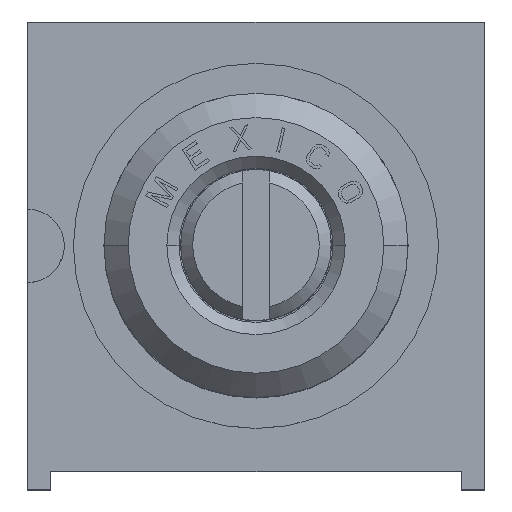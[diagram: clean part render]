
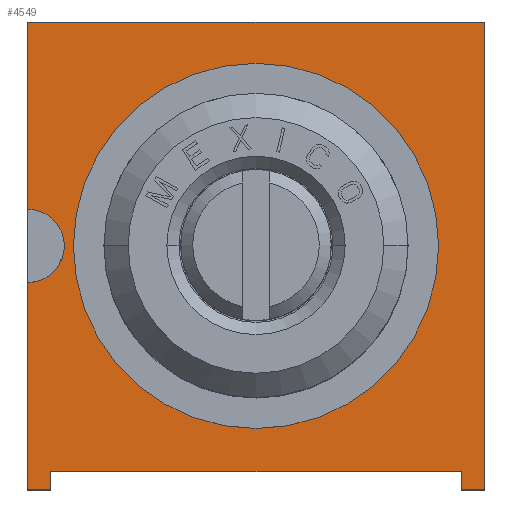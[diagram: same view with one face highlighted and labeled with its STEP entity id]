
A CAD part, top view. The second image highlights one B-rep face of the part: STEP entity #4549.
In plain terms, the highlighted free-form (B-spline) face has degree [1, 1] with [2, 2] control points.
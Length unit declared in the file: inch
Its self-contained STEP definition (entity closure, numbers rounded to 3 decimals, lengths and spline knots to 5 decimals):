
#63=CARTESIAN_POINT('',(0.,0.,-0.008));
#64=DIRECTION('',(0.,0.,-1.));
#65=DIRECTION('',(1.,0.,0.));
#66=AXIS2_PLACEMENT_3D('',#63,#64,#65);
#71=CARTESIAN_POINT('',(0.,0.,-0.008));
#72=DIRECTION('',(0.,0.,-1.));
#73=DIRECTION('',(-1.,0.,0.));
#74=AXIS2_PLACEMENT_3D('',#71,#72,#73);
#79=CARTESIAN_POINT('',(-0.1875,0.,-0.008));
#80=DIRECTION('',(0.,0.,-1.));
#81=DIRECTION('',(0.,1.,0.));
#82=AXIS2_PLACEMENT_3D('',#79,#80,#81);
#94=DIRECTION('',(0.,1.,0.));
#95=VECTOR('',#94,0.154);
#96=CARTESIAN_POINT('',(-0.1875,0.03,-0.008));
#97=LINE('',#96,#95);
#108=DIRECTION('',(0.,1.,0.));
#109=VECTOR('',#108,0.17);
#110=CARTESIAN_POINT('',(-0.1875,-0.2,-0.008));
#111=LINE('',#110,#109);
#158=DIRECTION('',(-1.,0.,0.));
#159=VECTOR('',#158,0.019);
#160=CARTESIAN_POINT('',(0.1875,-0.2,-0.008));
#161=LINE('',#160,#159);
#172=DIRECTION('',(-1.,0.,0.));
#173=VECTOR('',#172,0.019);
#174=CARTESIAN_POINT('',(-0.1685,-0.2,-0.008));
#175=LINE('',#174,#173);
#193=DIRECTION('',(0.,1.,0.));
#194=VECTOR('',#193,0.015);
#195=CARTESIAN_POINT('',(0.1685,-0.2,-0.008));
#196=LINE('',#195,#194);
#319=DIRECTION('',(1.,0.,0.));
#320=VECTOR('',#319,0.375);
#321=CARTESIAN_POINT('',(-0.1875,0.184,-0.008));
#322=LINE('',#321,#320);
#686=DIRECTION('',(-1.,0.,0.));
#687=VECTOR('',#686,0.337);
#688=CARTESIAN_POINT('',(0.1685,-0.185,-0.008));
#689=LINE('',#688,#687);
#714=DIRECTION('',(0.,-1.,0.));
#715=VECTOR('',#714,0.015);
#716=CARTESIAN_POINT('',(-0.1685,-0.185,-0.008));
#717=LINE('',#716,#715);
#742=DIRECTION('',(0.,-1.,0.));
#743=VECTOR('',#742,0.384);
#744=CARTESIAN_POINT('',(0.1875,0.184,-0.008));
#745=LINE('',#744,#743);
#3732=CARTESIAN_POINT('',(0.15,0.,-0.008));
#3733=CARTESIAN_POINT('',(-0.15,0.,-0.008));
#3734=VERTEX_POINT('',#3732);
#3735=VERTEX_POINT('',#3733);
#3740=CARTESIAN_POINT('',(-0.1875,0.184,-0.008));
#3741=CARTESIAN_POINT('',(0.1875,0.184,-0.008));
#3742=VERTEX_POINT('',#3740);
#3743=VERTEX_POINT('',#3741);
#3744=CARTESIAN_POINT('',(0.1875,-0.2,-0.008));
#3745=VERTEX_POINT('',#3744);
#3746=CARTESIAN_POINT('',(0.1685,-0.2,-0.008));
#3747=VERTEX_POINT('',#3746);
#3748=CARTESIAN_POINT('',(-0.1685,-0.2,-0.008));
#3749=CARTESIAN_POINT('',(-0.1875,-0.2,-0.008));
#3750=VERTEX_POINT('',#3748);
#3751=VERTEX_POINT('',#3749);
#3752=CARTESIAN_POINT('',(0.1685,-0.185,-0.008));
#3753=VERTEX_POINT('',#3752);
#3754=CARTESIAN_POINT('',(-0.1685,-0.185,-0.008));
#3755=VERTEX_POINT('',#3754);
#3834=CARTESIAN_POINT('',(-0.1875,0.03,-0.008));
#3835=CARTESIAN_POINT('',(-0.1875,-0.03,-0.008));
#3836=VERTEX_POINT('',#3834);
#3837=VERTEX_POINT('',#3835);
#4518=CARTESIAN_POINT('',(-0.195,-0.20768,-0.008));
#4519=CARTESIAN_POINT('',(-0.195,0.19168,-0.008));
#4520=CARTESIAN_POINT('',(0.195,-0.20768,-0.008));
#4521=CARTESIAN_POINT('',(0.195,0.19168,-0.008));
#4522=B_SPLINE_SURFACE_WITH_KNOTS('',1,1,((#4518,#4519),(#4520,#4521)),
.UNSPECIFIED.,.F.,.F.,.F.,(2,2),(2,2),(-0.195,0.195),(-0.20768,0.19168),
.UNSPECIFIED.);
#4524=ORIENTED_EDGE('',*,*,#4523,.F.);
#4526=ORIENTED_EDGE('',*,*,#4525,.T.);
#4528=ORIENTED_EDGE('',*,*,#4527,.T.);
#4530=ORIENTED_EDGE('',*,*,#4529,.T.);
#4532=ORIENTED_EDGE('',*,*,#4531,.T.);
#4534=ORIENTED_EDGE('',*,*,#4533,.T.);
#4536=ORIENTED_EDGE('',*,*,#4535,.T.);
#4538=ORIENTED_EDGE('',*,*,#4537,.T.);
#4540=ORIENTED_EDGE('',*,*,#4539,.T.);
#4542=ORIENTED_EDGE('',*,*,#4541,.T.);
#4543=EDGE_LOOP('',(#4524,#4526,#4528,#4530,#4532,#4534,#4536,#4538,#4540,
#4542));
#4544=FACE_OUTER_BOUND('',#4543,.F.);
#4545=ORIENTED_EDGE('',*,*,#4474,.F.);
#4546=ORIENTED_EDGE('',*,*,#4512,.F.);
#4547=EDGE_LOOP('',(#4545,#4546));
#4548=FACE_BOUND('',#4547,.F.);
#4549=ADVANCED_FACE('',(#4544,#4548),#4522,.T.);
#67=CIRCLE('',#66,0.15);
#75=CIRCLE('',#74,0.15);
#83=CIRCLE('',#82,0.03);
#4474=EDGE_CURVE('',#3734,#3735,#67,.T.);
#4512=EDGE_CURVE('',#3735,#3734,#75,.T.);
#4523=EDGE_CURVE('',#3836,#3837,#83,.T.);
#4525=EDGE_CURVE('',#3836,#3742,#97,.T.);
#4527=EDGE_CURVE('',#3742,#3743,#322,.T.);
#4529=EDGE_CURVE('',#3743,#3745,#745,.T.);
#4531=EDGE_CURVE('',#3745,#3747,#161,.T.);
#4533=EDGE_CURVE('',#3747,#3753,#196,.T.);
#4535=EDGE_CURVE('',#3753,#3755,#689,.T.);
#4537=EDGE_CURVE('',#3755,#3750,#717,.T.);
#4539=EDGE_CURVE('',#3750,#3751,#175,.T.);
#4541=EDGE_CURVE('',#3751,#3837,#111,.T.);
